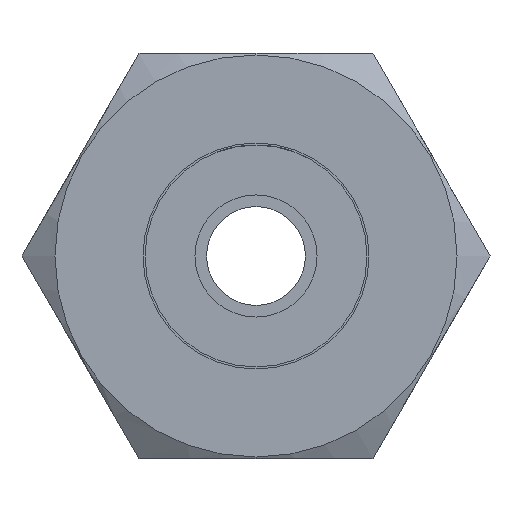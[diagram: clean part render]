
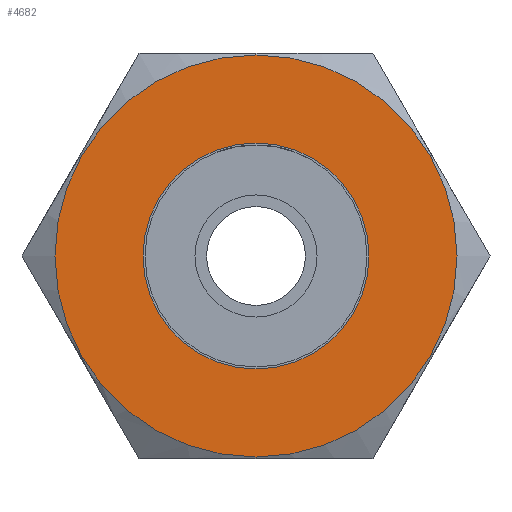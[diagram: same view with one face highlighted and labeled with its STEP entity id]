
A CAD part, left-side view. The second image highlights one B-rep face of the part: STEP entity #4682.
In plain terms, the highlighted planar face has unit normal (-1, 0, 0).
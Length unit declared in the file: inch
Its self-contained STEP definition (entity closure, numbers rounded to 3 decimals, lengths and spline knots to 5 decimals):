
#940 = EDGE_LOOP ( 'NONE', ( #9346, #3996 ) ) ;
#3489 = CIRCLE ( 'NONE', #6193, 0.62 ) ;
#3714 = AXIS2_PLACEMENT_3D ( 'NONE', #5873, #7305, #7459 ) ;
#3996 = ORIENTED_EDGE ( 'NONE', *, *, #12547, .T. ) ;
#4682 = ADVANCED_FACE ( 'NONE', ( #8050, #6340 ), #15829, .T. ) ;
#4883 = CARTESIAN_POINT ( 'NONE',  ( -1.13, 0., 0.62 ) ) ;
#5873 = CARTESIAN_POINT ( 'NONE',  ( -1.13, 0., 0. ) ) ;
#5882 = DIRECTION ( 'NONE',  ( 1., 0., 0. ) ) ;
#6193 = AXIS2_PLACEMENT_3D ( 'NONE', #13469, #5882, #19556 ) ;
#6340 = FACE_OUTER_BOUND ( 'NONE', #12545, .T. ) ;
#6588 = DIRECTION ( 'NONE',  ( 0., 0., 1. ) ) ;
#6844 = AXIS2_PLACEMENT_3D ( 'NONE', #7545, #10524, #13667 ) ;
#7151 = CARTESIAN_POINT ( 'NONE',  ( -1.13, 0., -0.3485 ) ) ;
#7305 = DIRECTION ( 'NONE',  ( 1., 0., 0. ) ) ;
#7319 = DIRECTION ( 'NONE',  ( 1., 0., 0. ) ) ;
#7459 = DIRECTION ( 'NONE',  ( 0., 0., -1. ) ) ;
#7545 = CARTESIAN_POINT ( 'NONE',  ( -1.13, 0., 0. ) ) ;
#8050 = FACE_BOUND ( 'NONE', #940, .T. ) ;
#8414 = CIRCLE ( 'NONE', #3714, 0.3485 ) ;
#9346 = ORIENTED_EDGE ( 'NONE', *, *, #14201, .T. ) ;
#10524 = DIRECTION ( 'NONE',  ( 1., 0., 0. ) ) ;
#11322 = CIRCLE ( 'NONE', #11518, 0.3485 ) ;
#11518 = AXIS2_PLACEMENT_3D ( 'NONE', #12070, #7319, #19501 ) ;
#12070 = CARTESIAN_POINT ( 'NONE',  ( -1.13, 0., 0. ) ) ;
#12545 = EDGE_LOOP ( 'NONE', ( #18992, #17727 ) ) ;
#12547 = EDGE_CURVE ( 'NONE', #17609, #12990, #11322, .T. ) ;
#12596 = CARTESIAN_POINT ( 'NONE',  ( -1.13, 0., 0.3485 ) ) ;
#12699 = DIRECTION ( 'NONE',  ( -1., 0., 0. ) ) ;
#12990 = VERTEX_POINT ( 'NONE', #7151 ) ;
#13433 = CIRCLE ( 'NONE', #6844, 0.62 ) ;
#13469 = CARTESIAN_POINT ( 'NONE',  ( -1.13, 0., 0. ) ) ;
#13667 = DIRECTION ( 'NONE',  ( 0., 0., -1. ) ) ;
#14201 = EDGE_CURVE ( 'NONE', #12990, #17609, #8414, .T. ) ;
#14933 = EDGE_CURVE ( 'NONE', #15518, #17251, #3489, .T. ) ;
#14983 = AXIS2_PLACEMENT_3D ( 'NONE', #17363, #12699, #6588 ) ;
#15518 = VERTEX_POINT ( 'NONE', #18459 ) ;
#15829 = PLANE ( 'NONE',  #14983 ) ;
#15891 = EDGE_CURVE ( 'NONE', #17251, #15518, #13433, .T. ) ;
#17251 = VERTEX_POINT ( 'NONE', #4883 ) ;
#17363 = CARTESIAN_POINT ( 'NONE',  ( -1.13, 0.3485, 0. ) ) ;
#17609 = VERTEX_POINT ( 'NONE', #12596 ) ;
#17727 = ORIENTED_EDGE ( 'NONE', *, *, #15891, .F. ) ;
#18459 = CARTESIAN_POINT ( 'NONE',  ( -1.13, 0., -0.62 ) ) ;
#18992 = ORIENTED_EDGE ( 'NONE', *, *, #14933, .F. ) ;
#19501 = DIRECTION ( 'NONE',  ( 0., 0., -1. ) ) ;
#19556 = DIRECTION ( 'NONE',  ( 0., 0., -1. ) ) ;
